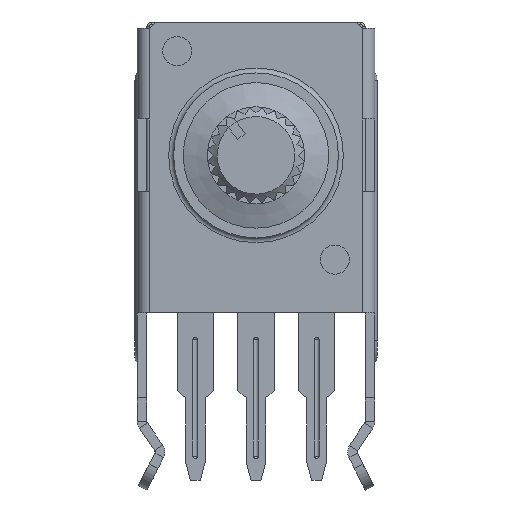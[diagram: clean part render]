
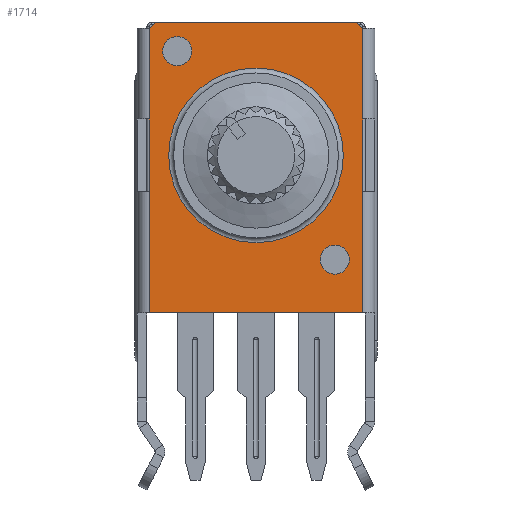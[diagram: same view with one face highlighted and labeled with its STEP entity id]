
A CAD part, front view. The second image highlights one B-rep face of the part: STEP entity #1714.
In plain terms, the highlighted planar face has unit normal (0, -1, 0).
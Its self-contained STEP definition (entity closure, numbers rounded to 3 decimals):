
#1714=ADVANCED_FACE('',(#5332,#5334,#5336,#5338),#5340,.T.);
#5332=FACE_BOUND('',#5333,.T.);
#5333=EDGE_LOOP('',(#8094,#8095,#8096,#8097,#8098,#8099,#8100,#8101,#8102,#8103));
#5334=FACE_BOUND('',#5335,.T.);
#5335=EDGE_LOOP('',(#8104));
#5336=FACE_BOUND('',#5337,.T.);
#5337=EDGE_LOOP('',(#8105));
#5338=FACE_BOUND('',#5339,.T.);
#5339=EDGE_LOOP('',(#8106));
#5340=PLANE('',#5341);
#5341=AXIS2_PLACEMENT_3D('',#5342,#5343,#5344);
#5342=CARTESIAN_POINT('',(0.,-3.7,0.));
#5343=DIRECTION('',(0.,-1.,0.));
#5344=DIRECTION('',(1.,0.,0.));
#8094=ORIENTED_EDGE('',*,*,#9587,.T.);
#8095=ORIENTED_EDGE('',*,*,#9627,.T.);
#8096=ORIENTED_EDGE('',*,*,#9585,.T.);
#8097=ORIENTED_EDGE('',*,*,#9577,.T.);
#8098=ORIENTED_EDGE('',*,*,#9586,.T.);
#8099=ORIENTED_EDGE('',*,*,#9576,.T.);
#8100=ORIENTED_EDGE('',*,*,#9598,.T.);
#8101=ORIENTED_EDGE('',*,*,#9596,.T.);
#8102=ORIENTED_EDGE('',*,*,#9594,.T.);
#8103=ORIENTED_EDGE('',*,*,#9628,.T.);
#8104=ORIENTED_EDGE('',*,*,#9602,.T.);
#8105=ORIENTED_EDGE('',*,*,#9603,.T.);
#8106=ORIENTED_EDGE('',*,*,#9629,.F.);
#9576=EDGE_CURVE('',#10772,#10775,#10818,.T.);
#9577=EDGE_CURVE('',#10746,#10749,#10819,.T.);
#9585=EDGE_CURVE('',#10828,#10746,#10830,.T.);
#9586=EDGE_CURVE('',#10749,#10772,#10831,.F.);
#9587=EDGE_CURVE('',#10832,#10833,#10834,.F.);
#9594=EDGE_CURVE('',#10844,#10842,#10845,.T.);
#9596=EDGE_CURVE('',#10847,#10844,#10848,.T.);
#9598=EDGE_CURVE('',#10775,#10847,#10850,.T.);
#9602=EDGE_CURVE('',#10856,#10856,#10857,.F.);
#9603=EDGE_CURVE('',#10858,#10858,#10859,.F.);
#9627=EDGE_CURVE('',#10833,#10828,#10894,.T.);
#9628=EDGE_CURVE('',#10842,#10832,#10895,.T.);
#9629=EDGE_CURVE('',#10896,#10896,#10897,.T.);
#10746=VERTEX_POINT('',#13145);
#10749=VERTEX_POINT('',#13153);
#10772=VERTEX_POINT('',#13206);
#10775=VERTEX_POINT('',#13214);
#10818=LINE('',#13320,#13321);
#10819=LINE('',#13323,#13324);
#10828=VERTEX_POINT('',#13352);
#10830=LINE('',#13356,#13357);
#10831=LINE('',#13359,#13360);
#10832=VERTEX_POINT('',#13362);
#10833=VERTEX_POINT('',#13363);
#10834=LINE('',#13364,#13365);
#10842=VERTEX_POINT('',#13386);
#10844=VERTEX_POINT('',#13390);
#10845=LINE('',#13391,#13392);
#10847=VERTEX_POINT('',#13397);
#10848=LINE('',#13398,#13399);
#10850=LINE('',#13404,#13405);
#10856=VERTEX_POINT('',#13420);
#10857=CIRCLE('',#13421,0.6);
#10858=VERTEX_POINT('',#13425);
#10859=CIRCLE('',#13426,0.6);
#10894=LINE('',#13520,#13521);
#10895=LINE('',#13523,#13524);
#10896=VERTEX_POINT('',#13526);
#10897=CIRCLE('',#13527,3.6);
#13145=CARTESIAN_POINT('',(4.4,-3.7,3.5));
#13153=CARTESIAN_POINT('',(4.4,-3.7,8.5));
#13206=CARTESIAN_POINT('',(4.4,-3.7,11.5));
#13214=CARTESIAN_POINT('',(4.4,-3.7,15.25));
#13320=CARTESIAN_POINT('',(4.4,-3.7,11.5));
#13321=VECTOR('',#13322,1.);
#13322=DIRECTION('',(0.,0.,1.));
#13323=CARTESIAN_POINT('',(4.4,-3.7,3.5));
#13324=VECTOR('',#13325,1.);
#13325=DIRECTION('',(0.,0.,1.));
#13352=CARTESIAN_POINT('',(-4.4,-3.7,3.5));
#13356=CARTESIAN_POINT('',(-4.4,-3.7,3.5));
#13357=VECTOR('',#13358,1.);
#13358=DIRECTION('',(1.,0.,0.));
#13359=CARTESIAN_POINT('',(4.4,-3.7,11.5));
#13360=VECTOR('',#13361,1.);
#13361=DIRECTION('',(0.,0.,-1.));
#13362=CARTESIAN_POINT('',(-4.4,-3.7,11.5));
#13363=CARTESIAN_POINT('',(-4.4,-3.7,8.5));
#13364=CARTESIAN_POINT('',(-4.4,-3.7,8.5));
#13365=VECTOR('',#13366,1.);
#13366=DIRECTION('',(0.,0.,1.));
#13386=CARTESIAN_POINT('',(-4.4,-3.7,15.25));
#13390=CARTESIAN_POINT('',(-4.15,-3.7,15.5));
#13391=CARTESIAN_POINT('',(-4.15,-3.7,15.5));
#13392=VECTOR('',#13393,1.);
#13393=DIRECTION('',(-0.707,0.,-0.707));
#13397=CARTESIAN_POINT('',(4.15,-3.7,15.5));
#13398=CARTESIAN_POINT('',(4.15,-3.7,15.5));
#13399=VECTOR('',#13400,1.);
#13400=DIRECTION('',(-1.,0.,0.));
#13404=CARTESIAN_POINT('',(4.4,-3.7,15.25));
#13405=VECTOR('',#13406,1.);
#13406=DIRECTION('',(-0.707,0.,0.707));
#13420=CARTESIAN_POINT('',(-2.65,-3.7,14.3));
#13421=AXIS2_PLACEMENT_3D('',#13422,#13423,#13424);
#13422=CARTESIAN_POINT('',(-3.25,-3.7,14.3));
#13423=DIRECTION('',(0.,-1.,0.));
#13424=DIRECTION('',(1.,0.,0.));
#13425=CARTESIAN_POINT('',(3.85,-3.7,5.7));
#13426=AXIS2_PLACEMENT_3D('',#13427,#13428,#13429);
#13427=CARTESIAN_POINT('',(3.25,-3.7,5.7));
#13428=DIRECTION('',(0.,-1.,0.));
#13429=DIRECTION('',(1.,0.,0.));
#13520=CARTESIAN_POINT('',(-4.4,-3.7,8.5));
#13521=VECTOR('',#13522,1.);
#13522=DIRECTION('',(0.,0.,-1.));
#13523=CARTESIAN_POINT('',(-4.4,-3.7,15.25));
#13524=VECTOR('',#13525,1.);
#13525=DIRECTION('',(0.,0.,-1.));
#13526=CARTESIAN_POINT('',(3.6,-3.7,10.));
#13527=AXIS2_PLACEMENT_3D('',#13528,#13529,#13530);
#13528=CARTESIAN_POINT('',(0.,-3.7,10.));
#13529=DIRECTION('',(0.,-1.,0.));
#13530=DIRECTION('',(1.,0.,0.));
